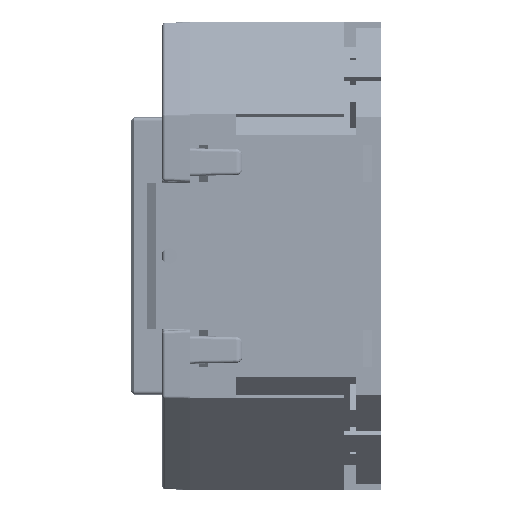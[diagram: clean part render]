
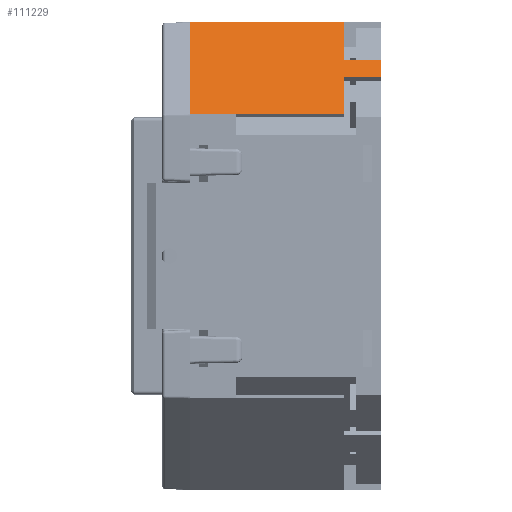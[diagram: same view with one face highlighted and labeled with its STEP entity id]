
A CAD part, left-side view. The second image highlights one B-rep face of the part: STEP entity #111229.
In plain terms, the highlighted face is planar.
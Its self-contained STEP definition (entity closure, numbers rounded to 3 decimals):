
#534 = LINE ( 'NONE', #110044, #123563 ) ;
#6650 = EDGE_CURVE ( 'NONE', #175214, #72866, #112739, .T. ) ;
#8719 = DIRECTION ( 'NONE',  ( 0.707, -0.707, 0. ) ) ;
#16367 = VECTOR ( 'NONE', #106496, 1000. ) ;
#23927 = CARTESIAN_POINT ( 'NONE',  ( -97.919, -29.081, 6. ) ) ;
#25933 = EDGE_CURVE ( 'NONE', #175214, #126953, #79607, .T. ) ;
#28407 = VECTOR ( 'NONE', #99352, 1000. ) ;
#28518 = CARTESIAN_POINT ( 'NONE',  ( -95.09, -31.91, 6. ) ) ;
#28599 = CARTESIAN_POINT ( 'NONE',  ( -97.919, -29.081, 6. ) ) ;
#29061 = DIRECTION ( 'NONE',  ( 0.707, -0.707, 0. ) ) ;
#38672 = DIRECTION ( 'NONE',  ( 0., 0., -1. ) ) ;
#40515 = LINE ( 'NONE', #28518, #28407 ) ;
#40834 = ORIENTED_EDGE ( 'NONE', *, *, #67421, .F. ) ;
#41148 = CARTESIAN_POINT ( 'NONE',  ( -104., -23., 31. ) ) ;
#46774 = CARTESIAN_POINT ( 'NONE',  ( -95.09, -31.91, 0. ) ) ;
#49414 = CARTESIAN_POINT ( 'NONE',  ( -95.09, -31.91, 6. ) ) ;
#50938 = DIRECTION ( 'NONE',  ( 0., 0., -1. ) ) ;
#52880 = VECTOR ( 'NONE', #84787, 1000. ) ;
#54026 = DIRECTION ( 'NONE',  ( 0.707, 0.707, 0. ) ) ;
#56132 = VERTEX_POINT ( 'NONE', #46774 ) ;
#56641 = DIRECTION ( 'NONE',  ( 0.707, -0.707, 0. ) ) ;
#64878 = CARTESIAN_POINT ( 'NONE',  ( -104., -23., 0. ) ) ;
#67421 = EDGE_CURVE ( 'NONE', #72866, #180836, #145743, .T. ) ;
#67443 = CARTESIAN_POINT ( 'NONE',  ( -97.919, -29.081, 0. ) ) ;
#69670 = FACE_OUTER_BOUND ( 'NONE', #176977, .T. ) ;
#70458 = ORIENTED_EDGE ( 'NONE', *, *, #143762, .T. ) ;
#71935 = VERTEX_POINT ( 'NONE', #67443 ) ;
#72866 = VERTEX_POINT ( 'NONE', #133963 ) ;
#73491 = VECTOR ( 'NONE', #56641, 1000. ) ;
#79080 = ORIENTED_EDGE ( 'NONE', *, *, #116496, .T. ) ;
#79607 = LINE ( 'NONE', #152182, #86778 ) ;
#80749 = ORIENTED_EDGE ( 'NONE', *, *, #6650, .F. ) ;
#84787 = DIRECTION ( 'NONE',  ( 0.707, -0.707, 0. ) ) ;
#84814 = AXIS2_PLACEMENT_3D ( 'NONE', #41148, #54026, #168972 ) ;
#86778 = VECTOR ( 'NONE', #150365, 1000. ) ;
#89149 = CARTESIAN_POINT ( 'NONE',  ( -104., -23., 6. ) ) ;
#90949 = LINE ( 'NONE', #159901, #16367 ) ;
#92955 = VECTOR ( 'NONE', #8719, 1000. ) ;
#98536 = LINE ( 'NONE', #28599, #52880 ) ;
#99352 = DIRECTION ( 'NONE',  ( 0., 0., -1. ) ) ;
#106496 = DIRECTION ( 'NONE',  ( 0., 0., -1. ) ) ;
#108700 = EDGE_CURVE ( 'NONE', #140221, #56132, #40515, .T. ) ;
#110044 = CARTESIAN_POINT ( 'NONE',  ( -89., -38., 6. ) ) ;
#111229 = ADVANCED_FACE ( 'NONE', ( #69670 ), #137725, .F. ) ;
#112561 = CARTESIAN_POINT ( 'NONE',  ( -97.919, -29.081, 6. ) ) ;
#112607 = ORIENTED_EDGE ( 'NONE', *, *, #132095, .T. ) ;
#112739 = LINE ( 'NONE', #158678, #73491 ) ;
#115372 = CARTESIAN_POINT ( 'NONE',  ( -104., -23., 23.5 ) ) ;
#116496 = EDGE_CURVE ( 'NONE', #140221, #180836, #534, .T. ) ;
#123563 = VECTOR ( 'NONE', #29061, 1000. ) ;
#126953 = VERTEX_POINT ( 'NONE', #115372 ) ;
#128005 = CARTESIAN_POINT ( 'NONE',  ( -104., -23., 31. ) ) ;
#132095 = EDGE_CURVE ( 'NONE', #148316, #71935, #180314, .T. ) ;
#133963 = CARTESIAN_POINT ( 'NONE',  ( -89., -38., 31. ) ) ;
#135776 = VECTOR ( 'NONE', #38672, 1000. ) ;
#137725 = PLANE ( 'NONE',  #84814 ) ;
#140221 = VERTEX_POINT ( 'NONE', #49414 ) ;
#143691 = VERTEX_POINT ( 'NONE', #89149 ) ;
#143762 = EDGE_CURVE ( 'NONE', #126953, #143691, #90949, .T. ) ;
#145743 = LINE ( 'NONE', #147539, #159370 ) ;
#146025 = CARTESIAN_POINT ( 'NONE',  ( -89., -38., 6. ) ) ;
#147539 = CARTESIAN_POINT ( 'NONE',  ( -89., -38., 31. ) ) ;
#148316 = VERTEX_POINT ( 'NONE', #112561 ) ;
#150365 = DIRECTION ( 'NONE',  ( 0., 0., -1. ) ) ;
#152182 = CARTESIAN_POINT ( 'NONE',  ( -104., -23., 31. ) ) ;
#154324 = ORIENTED_EDGE ( 'NONE', *, *, #180389, .T. ) ;
#158678 = CARTESIAN_POINT ( 'NONE',  ( -104., -23., 31. ) ) ;
#159370 = VECTOR ( 'NONE', #50938, 1000. ) ;
#159901 = CARTESIAN_POINT ( 'NONE',  ( -104., -23., 23.5 ) ) ;
#160728 = EDGE_CURVE ( 'NONE', #71935, #56132, #176155, .T. ) ;
#168972 = DIRECTION ( 'NONE',  ( -0.707, 0.707, 0. ) ) ;
#173125 = ORIENTED_EDGE ( 'NONE', *, *, #160728, .T. ) ;
#175214 = VERTEX_POINT ( 'NONE', #128005 ) ;
#176155 = LINE ( 'NONE', #64878, #92955 ) ;
#176977 = EDGE_LOOP ( 'NONE', ( #112607, #173125, #181282, #79080, #40834, #80749, #181007, #70458, #154324 ) ) ;
#180314 = LINE ( 'NONE', #23927, #135776 ) ;
#180389 = EDGE_CURVE ( 'NONE', #143691, #148316, #98536, .T. ) ;
#180836 = VERTEX_POINT ( 'NONE', #146025 ) ;
#181007 = ORIENTED_EDGE ( 'NONE', *, *, #25933, .T. ) ;
#181282 = ORIENTED_EDGE ( 'NONE', *, *, #108700, .F. ) ;
